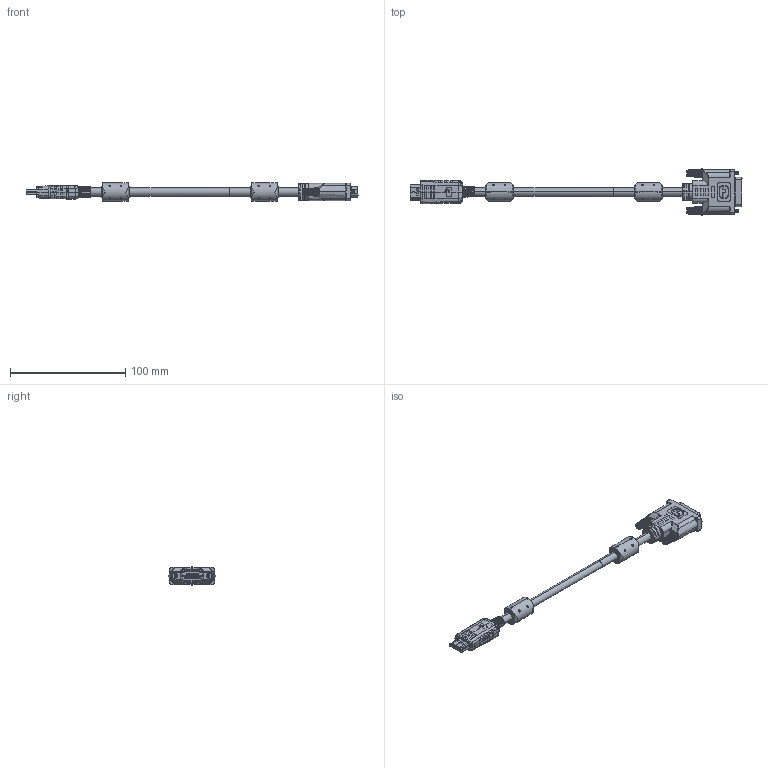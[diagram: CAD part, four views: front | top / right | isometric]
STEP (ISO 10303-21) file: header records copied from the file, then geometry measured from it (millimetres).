
FILE_DESCRIPTION (( 'STEP AP214' ), '1' );
FILE_NAME ('HDMIDVI-MM-F_3D.STEP', '2022-08-18T21:01:29', ( '' ), ( '' ), 'SwSTEP 2.0', 'SolidWorks 2021', '' );
FILE_SCHEMA (( 'AUTOMOTIVE_DESIGN' ));
Length unit declared in the file: inch
Products named in the file (30): HDMI AM 19P; __-__1_4_-11803_4; FOUR_4; 111_ASM_2; __-__1_2_-3800_4; DVI24_ASM_9_ASM; __2_3; __-__1_1_-2609_4; DVI24_1_ASM_1_ASM; HDMIDVI-MM-F_3D; C-0620_ID14_X_T_2; PRODUCT_9717_1; MANIFOLD_SOLID_BREP_4835; __-__1_2_-20753_2; __5_3; DVI-LS-20150105-001_5; C-0620_X_T_ASM_2; PRODUCT_2915_4; __-__1_3_-934_4; 5001-6DA-3_3; __-__1_3_-18733_2; DVI_M_210723-01; __-__1_1_-4953_2; __3_ASM_1_ASM; __1_ASM_1_ASM; MAGNET RING; PRODUCT_3811_1; 4.2 dvi_m_220711-1; MANIFOLD_SOLID_BREP_4851; __-__1_4_-78_2
Assembly tree (44 placements, depth 6):
  HDMIDVI-MM-F_3D
    4.2 dvi_m_220711-1
      DVI_M_210723-01
      DVI24_ASM_9_ASM
        DVI24_1_ASM_1_ASM
          PRODUCT_9717_1
          __2_3  x8
          __3_ASM_1_ASM  x2
            __-__1_4_-78_2
            __-__1_1_-4953_2
            __-__1_3_-18733_2
            __-__1_2_-20753_2
          __1_ASM_1_ASM  x2
            __-__1_3_-934_4
            __-__1_1_-2609_4
            __-__1_2_-3800_4
            __-__1_4_-11803_4
          PRODUCT_3811_1
          __5_3
          PRODUCT_2915_4
        FOUR_4  x4
      DVI-LS-20150105-001_5  x2
    HDMI AM 19P
      C-0620_X_T_ASM_2
        C-0620_ID14_X_T_2  x2
      111_ASM_2
        MANIFOLD_SOLID_BREP_4835
        MANIFOLD_SOLID_BREP_4851
      5001-6DA-3_3
    MAGNET RING  x2
Bounding box: 287.73 x 39.95 x 15.82 mm (x, y, z)
Volume: 38100.4 mm3; surface area: 29881.9 mm2
Topology: 42 solids, 61 shells, 4014 faces, 11106 edges, 7327 vertices
Faces by surface type: plane 2011, cylinder 1156, bspline 692, cone 151, torus 4
Entity records: 126099 total; most frequent: CARTESIAN_POINT 42539, ORIENTED_EDGE 16158, DIRECTION 11598, EDGE_CURVE 8079, VERTEX_POINT 5313, VECTOR 4246, LINE 4246, AXIS2_PLACEMENT_3D 3676
